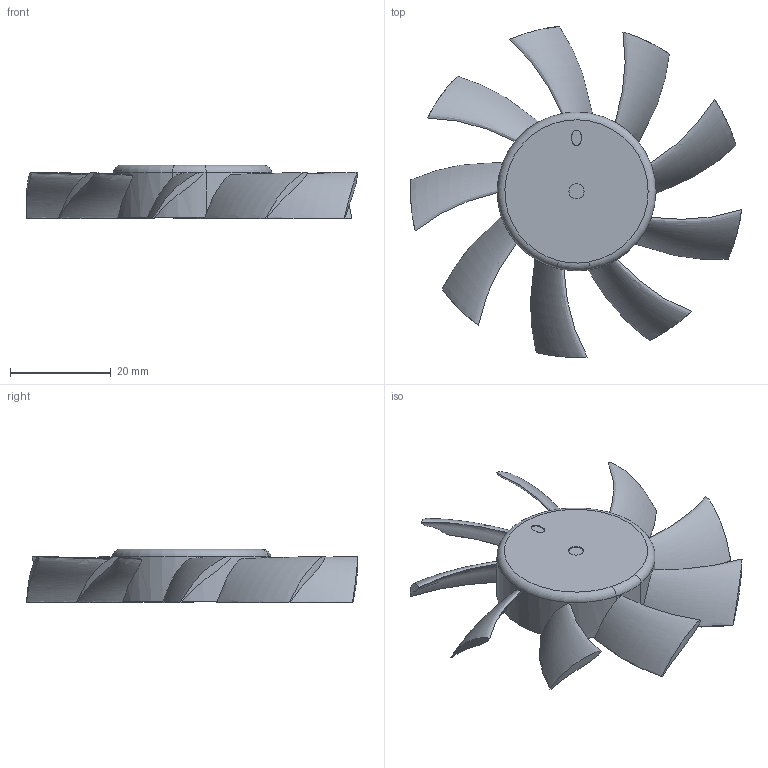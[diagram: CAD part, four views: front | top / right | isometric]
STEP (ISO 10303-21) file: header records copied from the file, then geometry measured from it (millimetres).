
FILE_DESCRIPTION(/* description */ (''),/* implementation_level */ '2;1');
FILE_NAME(/* name */ '7014_IMPELLER_CONCORD.stp',/* time_stamp */ '2023-11-01T20:45:58+03:00',/* author */ (''),/* organization */ (''),/* preprocessor_version */ 'ST-DEVELOPER v16.7',/* originating_system */ 'SIEMENS PLM Software NX 12.0',/* authorisation */ '');
FILE_SCHEMA (('AUTOMOTIVE_DESIGN { 1 0 10303 214 3 1 1 1 }'));
Length unit declared in the file: millimetre
Products named in the file (1): 7014_IMPELLER_CONCORD
Bounding box: 65.61 x 65.6 x 10.6 mm (x, y, z)
Volume: 9745 mm3; surface area: 6519.8 mm2
Topology: 1 solids, 1 shells, 59 faces, 166 edges, 102 vertices
Faces by surface type: bspline 27, cylinder 15, plane 15, torus 2
Entity records: 28340 total; most frequent: CARTESIAN_POINT 27066, ORIENTED_EDGE 314, DIRECTION 180, EDGE_CURVE 157, VERTEX_POINT 102, B_SPLINE_CURVE_WITH_KNOTS 94, AXIS2_PLACEMENT_3D 84, EDGE_LOOP 61
